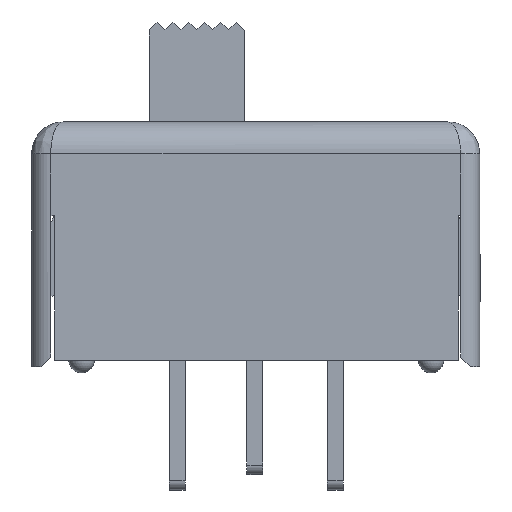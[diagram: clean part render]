
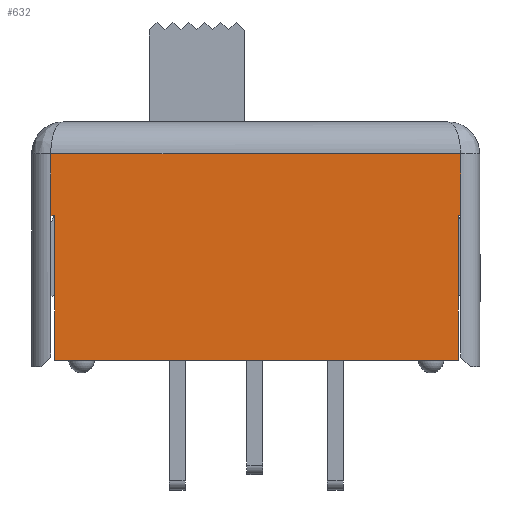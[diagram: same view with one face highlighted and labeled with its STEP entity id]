
A CAD part, front view. The second image highlights one B-rep face of the part: STEP entity #632.
In plain terms, the highlighted planar face has unit normal (0, -1, 0).
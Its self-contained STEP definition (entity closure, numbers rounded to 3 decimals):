
#22 = VERTEX_POINT('',#23);
#23 = CARTESIAN_POINT('',(-6.35,-3.75,0.4));
#31 = EDGE_CURVE('',#32,#22,#34,.T.);
#32 = VERTEX_POINT('',#33);
#33 = CARTESIAN_POINT('',(6.35,-3.75,0.4));
#34 = LINE('',#35,#36);
#35 = CARTESIAN_POINT('',(6.35,-3.75,0.4));
#36 = VECTOR('',#37,1.);
#37 = DIRECTION('',(-1.,0.,0.));
#302 = VERTEX_POINT('',#303);
#303 = CARTESIAN_POINT('',(-6.35,-3.75,4.95));
#309 = EDGE_CURVE('',#302,#22,#310,.T.);
#310 = LINE('',#311,#312);
#311 = CARTESIAN_POINT('',(-6.35,-3.75,4.95));
#312 = VECTOR('',#313,1.);
#313 = DIRECTION('',(0.,0.,-1.));
#525 = EDGE_CURVE('',#526,#32,#528,.T.);
#526 = VERTEX_POINT('',#527);
#527 = CARTESIAN_POINT('',(6.35,-3.75,4.95));
#528 = LINE('',#529,#530);
#529 = CARTESIAN_POINT('',(6.35,-3.75,4.95));
#530 = VECTOR('',#531,1.);
#531 = DIRECTION('',(0.,0.,-1.));
#632 = ADVANCED_FACE('',(#633),#676,.T.);
#633 = FACE_BOUND('',#634,.F.);
#634 = EDGE_LOOP('',(#635,#636,#644,#652,#660,#668,#674,#675));
#635 = ORIENTED_EDGE('',*,*,#309,.F.);
#636 = ORIENTED_EDGE('',*,*,#637,.T.);
#637 = EDGE_CURVE('',#302,#638,#640,.T.);
#638 = VERTEX_POINT('',#639);
#639 = CARTESIAN_POINT('',(-6.47,-3.75,4.95));
#640 = LINE('',#641,#642);
#641 = CARTESIAN_POINT('',(-6.35,-3.75,4.95));
#642 = VECTOR('',#643,1.);
#643 = DIRECTION('',(-1.,0.,0.));
#644 = ORIENTED_EDGE('',*,*,#645,.F.);
#645 = EDGE_CURVE('',#646,#638,#648,.T.);
#646 = VERTEX_POINT('',#647);
#647 = CARTESIAN_POINT('',(-6.47,-3.75,
    6.9));
#648 = LINE('',#649,#650);
#649 = CARTESIAN_POINT('',(-6.47,-3.75,
    6.9));
#650 = VECTOR('',#651,1.);
#651 = DIRECTION('',(0.,0.,-1.));
#652 = ORIENTED_EDGE('',*,*,#653,.F.);
#653 = EDGE_CURVE('',#654,#646,#656,.T.);
#654 = VERTEX_POINT('',#655);
#655 = CARTESIAN_POINT('',(6.43,-3.75,6.9
    ));
#656 = LINE('',#657,#658);
#657 = CARTESIAN_POINT('',(6.43,-3.75,6.9
    ));
#658 = VECTOR('',#659,1.);
#659 = DIRECTION('',(-1.,0.,0.));
#660 = ORIENTED_EDGE('',*,*,#661,.F.);
#661 = EDGE_CURVE('',#662,#654,#664,.T.);
#662 = VERTEX_POINT('',#663);
#663 = CARTESIAN_POINT('',(6.43,-3.75,4.95));
#664 = LINE('',#665,#666);
#665 = CARTESIAN_POINT('',(6.43,-3.75,4.95));
#666 = VECTOR('',#667,1.);
#667 = DIRECTION('',(0.,0.,
    1.));
#668 = ORIENTED_EDGE('',*,*,#669,.T.);
#669 = EDGE_CURVE('',#662,#526,#670,.T.);
#670 = LINE('',#671,#672);
#671 = CARTESIAN_POINT('',(6.43,-3.75,4.95));
#672 = VECTOR('',#673,1.);
#673 = DIRECTION('',(-1.,0.,0.));
#674 = ORIENTED_EDGE('',*,*,#525,.T.);
#675 = ORIENTED_EDGE('',*,*,#31,.T.);
#676 = PLANE('',#677);
#677 = AXIS2_PLACEMENT_3D('',#678,#679,#680);
#678 = CARTESIAN_POINT('',(-6.35,-3.75,0.4));
#679 = DIRECTION('',(0.,-1.,0.));
#680 = DIRECTION('',(1.,0.,0.));
